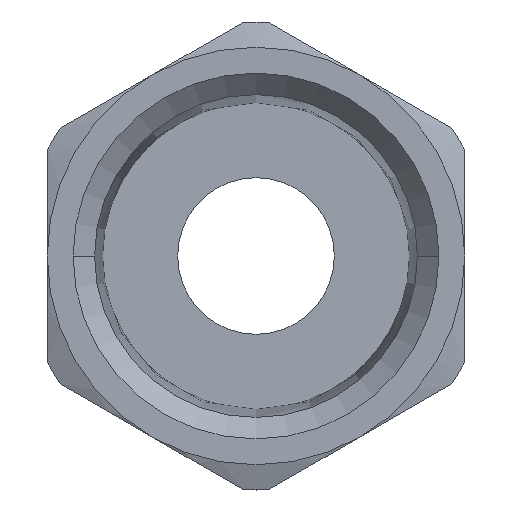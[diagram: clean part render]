
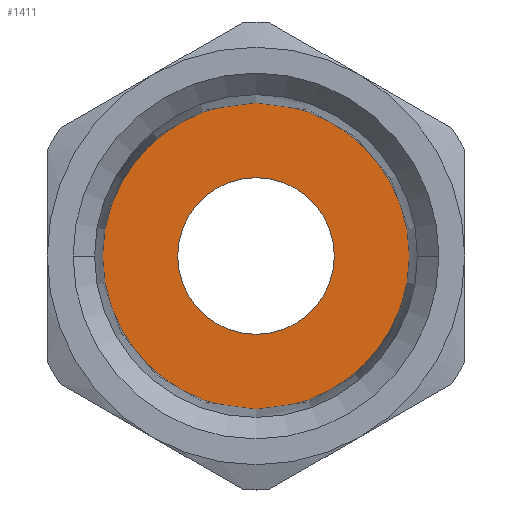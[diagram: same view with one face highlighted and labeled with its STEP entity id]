
A CAD part, left-side view. The second image highlights one B-rep face of the part: STEP entity #1411.
In plain terms, the highlighted face is planar.
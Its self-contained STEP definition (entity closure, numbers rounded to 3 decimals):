
#115 = CARTESIAN_POINT ( 'NONE',  ( 8.816, 0., -3.6 ) ) ;
#131 = CARTESIAN_POINT ( 'NONE',  ( -4.408, 0., -3.6 ) ) ;
#289 = DIRECTION ( 'NONE',  ( 0., 0., -1. ) ) ;
#622 = ORIENTED_EDGE ( 'NONE', *, *, #2268, .F. ) ;
#1279 = DIRECTION ( 'NONE',  ( -1., 0., 0. ) ) ;
#1411 = ADVANCED_FACE ( 'NONE', ( #12416, #5514 ), #10720, .F. ) ;
#2249 = VERTEX_POINT ( 'NONE', #8697 ) ;
#2268 = EDGE_CURVE ( 'NONE', #6792, #2249, #6434, .T. ) ;
#2467 = CARTESIAN_POINT ( 'NONE',  ( 0., 0., -3.6 ) ) ;
#2493 = DIRECTION ( 'NONE',  ( 1., 0., 0. ) ) ;
#2820 = CIRCLE ( 'NONE', #3150, 8.816 ) ;
#3150 = AXIS2_PLACEMENT_3D ( 'NONE', #10857, #289, #1279 ) ;
#3541 = VERTEX_POINT ( 'NONE', #115 ) ;
#3775 = CARTESIAN_POINT ( 'NONE',  ( -8.816, 0., -3.6 ) ) ;
#4351 = CARTESIAN_POINT ( 'NONE',  ( 0., 0., -3.6 ) ) ;
#4814 = AXIS2_PLACEMENT_3D ( 'NONE', #2467, #12053, #13204 ) ;
#5514 = FACE_OUTER_BOUND ( 'NONE', #9834, .T. ) ;
#6079 = DIRECTION ( 'NONE',  ( 0., 0., -1. ) ) ;
#6434 = CIRCLE ( 'NONE', #8756, 4.5 ) ;
#6792 = VERTEX_POINT ( 'NONE', #11401 ) ;
#6861 = ORIENTED_EDGE ( 'NONE', *, *, #7176, .T. ) ;
#7176 = EDGE_CURVE ( 'NONE', #8677, #3541, #2820, .T. ) ;
#7294 = AXIS2_PLACEMENT_3D ( 'NONE', #13249, #6079, #8492 ) ;
#7726 = DIRECTION ( 'NONE',  ( -1., 0., 0. ) ) ;
#7937 = DIRECTION ( 'NONE',  ( 0., 0., -1. ) ) ;
#8492 = DIRECTION ( 'NONE',  ( -1., 0., 0. ) ) ;
#8651 = EDGE_CURVE ( 'NONE', #3541, #8677, #12178, .T. ) ;
#8677 = VERTEX_POINT ( 'NONE', #3775 ) ;
#8697 = CARTESIAN_POINT ( 'NONE',  ( -4.5, 0., -3.6 ) ) ;
#8717 = ORIENTED_EDGE ( 'NONE', *, *, #8651, .T. ) ;
#8756 = AXIS2_PLACEMENT_3D ( 'NONE', #4351, #7937, #7726 ) ;
#9124 = ORIENTED_EDGE ( 'NONE', *, *, #10411, .F. ) ;
#9834 = EDGE_LOOP ( 'NONE', ( #6861, #8717 ) ) ;
#9954 = AXIS2_PLACEMENT_3D ( 'NONE', #131, #11930, #2493 ) ;
#10411 = EDGE_CURVE ( 'NONE', #2249, #6792, #13697, .T. ) ;
#10720 = PLANE ( 'NONE',  #9954 ) ;
#10857 = CARTESIAN_POINT ( 'NONE',  ( 0., 0., -3.6 ) ) ;
#11401 = CARTESIAN_POINT ( 'NONE',  ( 4.5, 0., -3.6 ) ) ;
#11930 = DIRECTION ( 'NONE',  ( 0., 0., 1. ) ) ;
#12011 = EDGE_LOOP ( 'NONE', ( #9124, #622 ) ) ;
#12053 = DIRECTION ( 'NONE',  ( 0., 0., -1. ) ) ;
#12178 = CIRCLE ( 'NONE', #7294, 8.816 ) ;
#12416 = FACE_BOUND ( 'NONE', #12011, .T. ) ;
#13204 = DIRECTION ( 'NONE',  ( -1., 0., 0. ) ) ;
#13249 = CARTESIAN_POINT ( 'NONE',  ( 0., 0., -3.6 ) ) ;
#13697 = CIRCLE ( 'NONE', #4814, 4.5 ) ;
